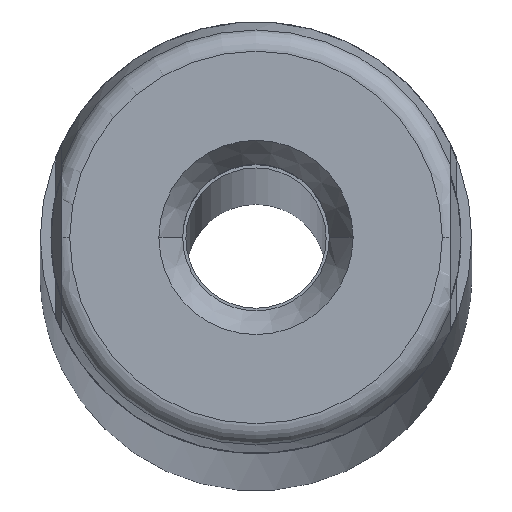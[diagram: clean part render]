
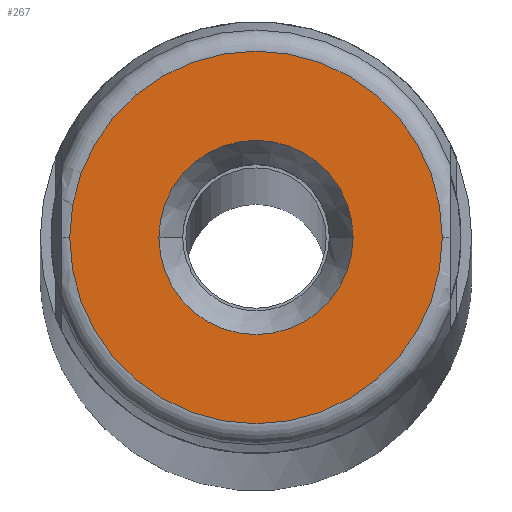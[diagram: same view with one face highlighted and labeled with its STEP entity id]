
A CAD part, top view. The second image highlights one B-rep face of the part: STEP entity #267.
In plain terms, the highlighted planar face has unit normal (0, 0, 1).
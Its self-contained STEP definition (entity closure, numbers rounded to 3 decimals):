
#14 = VERTEX_POINT ( 'NONE', #578 ) ;
#15 = VERTEX_POINT ( 'NONE', #574 ) ;
#31 = EDGE_CURVE ( 'NONE', #15, #14, #632, .T. ) ;
#99 = EDGE_CURVE ( 'NONE', #136, #103, #758, .T. ) ;
#103 = VERTEX_POINT ( 'NONE', #728 ) ;
#136 = VERTEX_POINT ( 'NONE', #931 ) ;
#233 = ORIENTED_EDGE ( 'NONE', *, *, #292, .F. ) ;
#257 = ORIENTED_EDGE ( 'NONE', *, *, #304, .T. ) ;
#261 = ORIENTED_EDGE ( 'NONE', *, *, #99, .F. ) ;
#262 = EDGE_LOOP ( 'NONE', ( #319, #257 ) ) ;
#267 = ADVANCED_FACE ( 'NONE', ( #1070, #1040 ), #1041, .F. ) ;
#292 = EDGE_CURVE ( 'NONE', #103, #136, #1217, .T. ) ;
#304 = EDGE_CURVE ( 'NONE', #14, #15, #1372, .T. ) ;
#319 = ORIENTED_EDGE ( 'NONE', *, *, #31, .T. ) ;
#330 = EDGE_LOOP ( 'NONE', ( #233, #261 ) ) ;
#574 = CARTESIAN_POINT ( 'NONE',  ( 8.632, 0., 0. ) ) ;
#578 = CARTESIAN_POINT ( 'NONE',  ( -8.632, 0., 0. ) ) ;
#619 = AXIS2_PLACEMENT_3D ( 'NONE', #641, #642, #638 ) ;
#632 = CIRCLE ( 'NONE', #619, 8.632 ) ;
#638 = DIRECTION ( 'NONE',  ( 1., 0., 0. ) ) ;
#641 = CARTESIAN_POINT ( 'NONE',  ( 0., 0., 0. ) ) ;
#642 = DIRECTION ( 'NONE',  ( 0., 0., 1. ) ) ;
#728 = CARTESIAN_POINT ( 'NONE',  ( 4.5, 0., 0. ) ) ;
#735 = DIRECTION ( 'NONE',  ( 1., 0., 0. ) ) ;
#736 = DIRECTION ( 'NONE',  ( 0., 0., 1. ) ) ;
#758 = CIRCLE ( 'NONE', #778, 4.5 ) ;
#777 = CARTESIAN_POINT ( 'NONE',  ( 0., 0., 0. ) ) ;
#778 = AXIS2_PLACEMENT_3D ( 'NONE', #777, #736, #735 ) ;
#931 = CARTESIAN_POINT ( 'NONE',  ( -4.5, 0., 0. ) ) ;
#1036 = DIRECTION ( 'NONE',  ( 0., 0., -1. ) ) ;
#1040 = FACE_OUTER_BOUND ( 'NONE', #262, .T. ) ;
#1041 = PLANE ( 'NONE',  #1057 ) ;
#1057 = AXIS2_PLACEMENT_3D ( 'NONE', #1064, #1036, #1089 ) ;
#1064 = CARTESIAN_POINT ( 'NONE',  ( 0., 0., 0. ) ) ;
#1070 = FACE_BOUND ( 'NONE', #330, .T. ) ;
#1089 = DIRECTION ( 'NONE',  ( -1., 0., 0. ) ) ;
#1210 = DIRECTION ( 'NONE',  ( 1., 0., 0. ) ) ;
#1211 = DIRECTION ( 'NONE',  ( 0., 0., 1. ) ) ;
#1212 = AXIS2_PLACEMENT_3D ( 'NONE', #1219, #1211, #1210 ) ;
#1213 = CARTESIAN_POINT ( 'NONE',  ( 0., 0., 0. ) ) ;
#1217 = CIRCLE ( 'NONE', #1212, 4.5 ) ;
#1219 = CARTESIAN_POINT ( 'NONE',  ( 0., 0., 0. ) ) ;
#1320 = DIRECTION ( 'NONE',  ( 1., 0., 0. ) ) ;
#1322 = DIRECTION ( 'NONE',  ( 0., 0., 1. ) ) ;
#1327 = AXIS2_PLACEMENT_3D ( 'NONE', #1213, #1322, #1320 ) ;
#1372 = CIRCLE ( 'NONE', #1327, 8.632 ) ;
